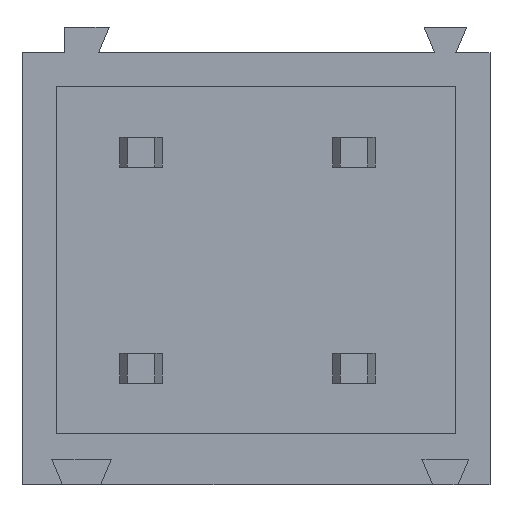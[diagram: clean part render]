
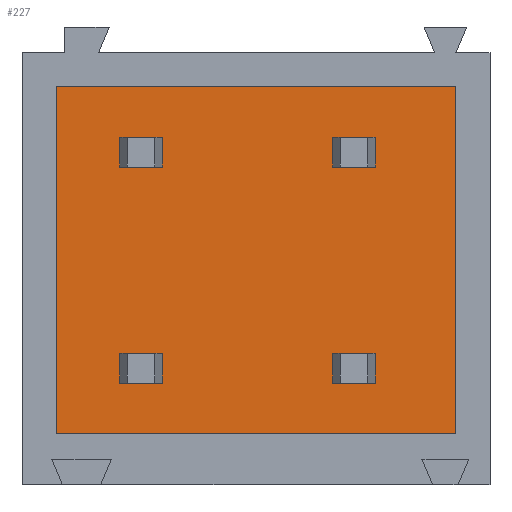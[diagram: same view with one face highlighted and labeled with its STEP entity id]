
A CAD part, front view. The second image highlights one B-rep face of the part: STEP entity #227.
In plain terms, the highlighted planar face has unit normal (0, -1, 0).
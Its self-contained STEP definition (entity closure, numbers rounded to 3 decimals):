
#227 = ADVANCED_FACE( '', ( #484, #485, #486, #487, #488 ), #489, .F. );
#484 = FACE_OUTER_BOUND( '', #775, .T. );
#485 = FACE_BOUND( '', #776, .T. );
#486 = FACE_BOUND( '', #777, .T. );
#487 = FACE_BOUND( '', #778, .T. );
#488 = FACE_BOUND( '', #779, .T. );
#489 = PLANE( '', #780 );
#775 = EDGE_LOOP( '', ( #1366, #1367, #1368, #1369 ) );
#776 = EDGE_LOOP( '', ( #1370, #1371, #1372, #1373 ) );
#777 = EDGE_LOOP( '', ( #1374, #1375, #1376, #1377 ) );
#778 = EDGE_LOOP( '', ( #1378, #1379, #1380, #1381 ) );
#779 = EDGE_LOOP( '', ( #1382, #1383, #1384, #1385 ) );
#780 = AXIS2_PLACEMENT_3D( '', #1386, #1387, #1388 );
#1366 = ORIENTED_EDGE( '', *, *, #1752, .F. );
#1367 = ORIENTED_EDGE( '', *, *, #1936, .F. );
#1368 = ORIENTED_EDGE( '', *, *, #1868, .F. );
#1369 = ORIENTED_EDGE( '', *, *, #1946, .F. );
#1370 = ORIENTED_EDGE( '', *, *, #1947, .F. );
#1371 = ORIENTED_EDGE( '', *, *, #1893, .F. );
#1372 = ORIENTED_EDGE( '', *, *, #1762, .T. );
#1373 = ORIENTED_EDGE( '', *, *, #1794, .T. );
#1374 = ORIENTED_EDGE( '', *, *, #1948, .F. );
#1375 = ORIENTED_EDGE( '', *, *, #1949, .F. );
#1376 = ORIENTED_EDGE( '', *, *, #1950, .T. );
#1377 = ORIENTED_EDGE( '', *, *, #1735, .T. );
#1378 = ORIENTED_EDGE( '', *, *, #1857, .F. );
#1379 = ORIENTED_EDGE( '', *, *, #1862, .F. );
#1380 = ORIENTED_EDGE( '', *, *, #1951, .T. );
#1381 = ORIENTED_EDGE( '', *, *, #1852, .T. );
#1382 = ORIENTED_EDGE( '', *, *, #1816, .F. );
#1383 = ORIENTED_EDGE( '', *, *, #1821, .F. );
#1384 = ORIENTED_EDGE( '', *, *, #1952, .T. );
#1385 = ORIENTED_EDGE( '', *, *, #1725, .T. );
#1386 = CARTESIAN_POINT( '', ( 180.032, 129.729, -55.88 ) );
#1387 = DIRECTION( '', ( 0., 1., 0. ) );
#1388 = DIRECTION( '', ( 0., 0., 1. ) );
#1725 = EDGE_CURVE( '', #2056, #2057, #2058, .T. );
#1735 = EDGE_CURVE( '', #2074, #2075, #2076, .T. );
#1752 = EDGE_CURVE( '', #2103, #2104, #2105, .T. );
#1762 = EDGE_CURVE( '', #2121, #2122, #2123, .T. );
#1794 = EDGE_CURVE( '', #2122, #2174, #2175, .T. );
#1816 = EDGE_CURVE( '', #2209, #2057, #2210, .T. );
#1821 = EDGE_CURVE( '', #2216, #2209, #2217, .T. );
#1852 = EDGE_CURVE( '', #2263, #2264, #2265, .T. );
#1857 = EDGE_CURVE( '', #2272, #2264, #2273, .T. );
#1862 = EDGE_CURVE( '', #2279, #2272, #2280, .T. );
#1868 = EDGE_CURVE( '', #2288, #2290, #2291, .T. );
#1893 = EDGE_CURVE( '', #2121, #2325, #2326, .T. );
#1936 = EDGE_CURVE( '', #2290, #2103, #2386, .T. );
#1946 = EDGE_CURVE( '', #2104, #2288, #2400, .T. );
#1947 = EDGE_CURVE( '', #2325, #2174, #2401, .T. );
#1948 = EDGE_CURVE( '', #2402, #2075, #2403, .T. );
#1949 = EDGE_CURVE( '', #2404, #2402, #2405, .T. );
#1950 = EDGE_CURVE( '', #2404, #2074, #2406, .T. );
#1951 = EDGE_CURVE( '', #2279, #2263, #2407, .T. );
#1952 = EDGE_CURVE( '', #2216, #2056, #2408, .T. );
#2056 = VERTEX_POINT( '', #2537 );
#2057 = VERTEX_POINT( '', #2538 );
#2058 = LINE( '', #2539, #2540 );
#2074 = VERTEX_POINT( '', #2563 );
#2075 = VERTEX_POINT( '', #2564 );
#2076 = LINE( '', #2565, #2566 );
#2103 = VERTEX_POINT( '', #2604 );
#2104 = VERTEX_POINT( '', #2605 );
#2105 = LINE( '', #2606, #2607 );
#2121 = VERTEX_POINT( '', #2630 );
#2122 = VERTEX_POINT( '', #2631 );
#2123 = LINE( '', #2632, #2633 );
#2174 = VERTEX_POINT( '', #2708 );
#2175 = LINE( '', #2709, #2710 );
#2209 = VERTEX_POINT( '', #2755 );
#2210 = LINE( '', #2756, #2757 );
#2216 = VERTEX_POINT( '', #2766 );
#2217 = LINE( '', #2767, #2768 );
#2263 = VERTEX_POINT( '', #2836 );
#2264 = VERTEX_POINT( '', #2837 );
#2265 = LINE( '', #2838, #2839 );
#2272 = VERTEX_POINT( '', #2849 );
#2273 = LINE( '', #2850, #2851 );
#2279 = VERTEX_POINT( '', #2860 );
#2280 = LINE( '', #2861, #2862 );
#2288 = VERTEX_POINT( '', #2873 );
#2290 = VERTEX_POINT( '', #2876 );
#2291 = LINE( '', #2877, #2878 );
#2325 = VERTEX_POINT( '', #2929 );
#2326 = LINE( '', #2930, #2931 );
#2386 = LINE( '', #3022, #3023 );
#2400 = LINE( '', #3042, #3043 );
#2401 = LINE( '', #3044, #3045 );
#2402 = VERTEX_POINT( '', #3046 );
#2403 = LINE( '', #3047, #3048 );
#2404 = VERTEX_POINT( '', #3049 );
#2405 = LINE( '', #3050, #3051 );
#2406 = LINE( '', #3052, #3053 );
#2407 = LINE( '', #3054, #3055 );
#2408 = LINE( '', #3056, #3057 );
#2537 = CARTESIAN_POINT( '', ( 173.132, 129.729, -62.15 ) );
#2538 = CARTESIAN_POINT( '', ( 173.132, 129.729, -62.85 ) );
#2539 = CARTESIAN_POINT( '', ( 173.132, 129.729, -57.6 ) );
#2540 = VECTOR( '', #3196, 1000. );
#2563 = CARTESIAN_POINT( '', ( 173.132, 129.729, -57.07 ) );
#2564 = CARTESIAN_POINT( '', ( 173.132, 129.729, -57.77 ) );
#2565 = CARTESIAN_POINT( '', ( 173.132, 129.729, -52.52 ) );
#2566 = VECTOR( '', #3204, 1000. );
#2604 = CARTESIAN_POINT( '', ( 180.032, 129.729, -55.88 ) );
#2605 = CARTESIAN_POINT( '', ( 180.032, 129.729, -64.04 ) );
#2606 = CARTESIAN_POINT( '', ( 180.032, 129.729, -69.12 ) );
#2607 = VECTOR( '', #3219, 1000. );
#2630 = CARTESIAN_POINT( '', ( 177.132, 129.729, -57.07 ) );
#2631 = CARTESIAN_POINT( '', ( 178.132, 129.729, -57.07 ) );
#2632 = CARTESIAN_POINT( '', ( 170.812, 129.729, -57.07 ) );
#2633 = VECTOR( '', #3227, 1000. );
#2708 = CARTESIAN_POINT( '', ( 178.132, 129.729, -57.77 ) );
#2709 = CARTESIAN_POINT( '', ( 178.132, 129.729, -52.52 ) );
#2710 = VECTOR( '', #3252, 1000. );
#2755 = CARTESIAN_POINT( '', ( 172.132, 129.729, -62.85 ) );
#2756 = CARTESIAN_POINT( '', ( 173.082, 129.729, -62.85 ) );
#2757 = VECTOR( '', #3279, 1000. );
#2766 = CARTESIAN_POINT( '', ( 172.132, 129.729, -62.15 ) );
#2767 = CARTESIAN_POINT( '', ( 172.132, 129.729, -62.85 ) );
#2768 = VECTOR( '', #3283, 1000. );
#2836 = CARTESIAN_POINT( '', ( 178.132, 129.729, -62.15 ) );
#2837 = CARTESIAN_POINT( '', ( 178.132, 129.729, -62.85 ) );
#2838 = CARTESIAN_POINT( '', ( 178.132, 129.729, -57.6 ) );
#2839 = VECTOR( '', #3306, 1000. );
#2849 = CARTESIAN_POINT( '', ( 177.132, 129.729, -62.85 ) );
#2850 = CARTESIAN_POINT( '', ( 178.082, 129.729, -62.85 ) );
#2851 = VECTOR( '', #3310, 1000. );
#2860 = CARTESIAN_POINT( '', ( 177.132, 129.729, -62.15 ) );
#2861 = CARTESIAN_POINT( '', ( 177.132, 129.729, -62.85 ) );
#2862 = VECTOR( '', #3314, 1000. );
#2873 = CARTESIAN_POINT( '', ( 170.632, 129.729, -64.04 ) );
#2876 = CARTESIAN_POINT( '', ( 170.632, 129.729, -55.88 ) );
#2877 = CARTESIAN_POINT( '', ( 170.632, 129.729, -55.88 ) );
#2878 = VECTOR( '', #3319, 1000. );
#2929 = CARTESIAN_POINT( '', ( 177.132, 129.729, -57.77 ) );
#2930 = CARTESIAN_POINT( '', ( 177.132, 129.729, -57.77 ) );
#2931 = VECTOR( '', #3337, 1000. );
#3022 = CARTESIAN_POINT( '', ( 180.032, 129.729, -55.88 ) );
#3023 = VECTOR( '', #3372, 1000. );
#3042 = CARTESIAN_POINT( '', ( 170.632, 129.729, -64.04 ) );
#3043 = VECTOR( '', #3378, 1000. );
#3044 = CARTESIAN_POINT( '', ( 178.082, 129.729, -57.77 ) );
#3045 = VECTOR( '', #3379, 1000. );
#3046 = CARTESIAN_POINT( '', ( 172.132, 129.729, -57.77 ) );
#3047 = CARTESIAN_POINT( '', ( 173.082, 129.729, -57.77 ) );
#3048 = VECTOR( '', #3380, 1000. );
#3049 = CARTESIAN_POINT( '', ( 172.132, 129.729, -57.07 ) );
#3050 = CARTESIAN_POINT( '', ( 172.132, 129.729, -57.77 ) );
#3051 = VECTOR( '', #3381, 1000. );
#3052 = CARTESIAN_POINT( '', ( 165.812, 129.729, -57.07 ) );
#3053 = VECTOR( '', #3382, 1000. );
#3054 = CARTESIAN_POINT( '', ( 170.812, 129.729, -62.15 ) );
#3055 = VECTOR( '', #3383, 1000. );
#3056 = CARTESIAN_POINT( '', ( 165.812, 129.729, -62.15 ) );
#3057 = VECTOR( '', #3384, 1000. );
#3196 = DIRECTION( '', ( 0., 0., -1. ) );
#3204 = DIRECTION( '', ( 0., 0., -1. ) );
#3219 = DIRECTION( '', ( 0., 0., -1. ) );
#3227 = DIRECTION( '', ( 1., 0., 0. ) );
#3252 = DIRECTION( '', ( 0., 0., -1. ) );
#3279 = DIRECTION( '', ( 1., 0., 0. ) );
#3283 = DIRECTION( '', ( 0., 0., -1. ) );
#3306 = DIRECTION( '', ( 0., 0., -1. ) );
#3310 = DIRECTION( '', ( 1., 0., 0. ) );
#3314 = DIRECTION( '', ( 0., 0., -1. ) );
#3319 = DIRECTION( '', ( 0., 0., 1. ) );
#3337 = DIRECTION( '', ( 0., 0., -1. ) );
#3372 = DIRECTION( '', ( 1., 0., 0. ) );
#3378 = DIRECTION( '', ( -1., 0., 0. ) );
#3379 = DIRECTION( '', ( 1., 0., 0. ) );
#3380 = DIRECTION( '', ( 1., 0., 0. ) );
#3381 = DIRECTION( '', ( 0., 0., -1. ) );
#3382 = DIRECTION( '', ( 1., 0., 0. ) );
#3383 = DIRECTION( '', ( 1., 0., 0. ) );
#3384 = DIRECTION( '', ( 1., 0., 0. ) );
